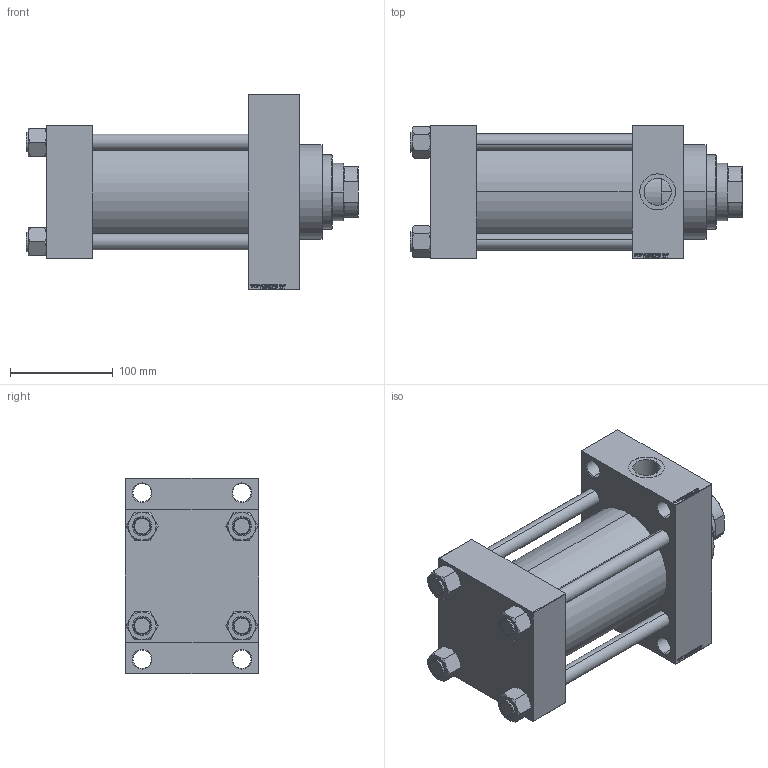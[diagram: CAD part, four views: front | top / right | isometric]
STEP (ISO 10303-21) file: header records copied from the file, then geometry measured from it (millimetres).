
FILE_DESCRIPTION (( 'STEP AP203' ), '1' );
FILE_NAME ('7382.STEP', '2022-04-14T13:03:47', ( '' ), ( '' ), 'SwSTEP 2.0', 'SolidWorks 2019', '' );
FILE_SCHEMA (( 'CONFIG_CONTROL_DESIGN' ));
Length unit declared in the file: millimetre
Products named in the file (6): V215_VC_A 2e27d00cb32617d390df3fa1df05f30b; 7382; NUT_M5_D 2e27d00cb32617d390df3fa1df05f30b; V215CR_VCP_D 2e27d00cb32617d390df3fa1df05f30b; V215CR_D_Body 2e27d00cb32617d390df3fa1df05f30b; V215CR_D_TYCINKA 2e27d00cb32617d390df3fa1df05f30b
Assembly tree (11 placements, depth 2):
  7382
    V215CR_D_Body 2e27d00cb32617d390df3fa1df05f30b
    V215CR_VCP_D 2e27d00cb32617d390df3fa1df05f30b
    NUT_M5_D 2e27d00cb32617d390df3fa1df05f30b  x4
    V215CR_D_TYCINKA 2e27d00cb32617d390df3fa1df05f30b  x4
    V215_VC_A 2e27d00cb32617d390df3fa1df05f30b
Bounding box: 323 x 130 x 190 mm (x, y, z)
Volume: 2966569.5 mm3; surface area: 444150.1 mm2
Topology: 11 solids, 11 shells, 1160 faces, 2926 edges, 1901 vertices
Faces by surface type: plane 547, bspline 368, cone 144, cylinder 93, torus 8
Entity records: 47970 total; most frequent: CARTESIAN_POINT 25258, ORIENTED_EDGE 5116, DIRECTION 3312, EDGE_CURVE 2558, VERTEX_POINT 1679, VECTOR 1534, LINE 1534, EDGE_LOOP 1137
